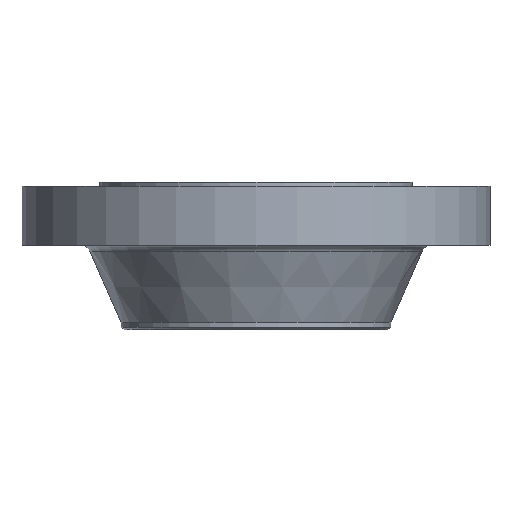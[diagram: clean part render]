
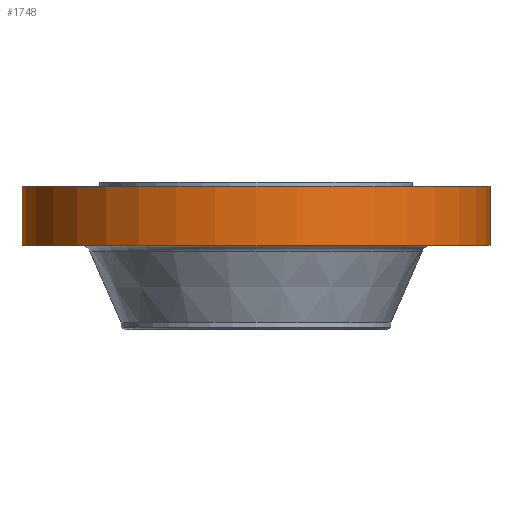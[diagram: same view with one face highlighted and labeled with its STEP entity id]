
A CAD part, front view. The second image highlights one B-rep face of the part: STEP entity #1748.
In plain terms, the highlighted cylindrical face has radius 352.425 mm (diameter 704.85 mm), a partial arc.
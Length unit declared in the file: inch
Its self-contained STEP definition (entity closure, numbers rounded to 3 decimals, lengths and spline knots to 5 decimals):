
#79 = FACE_OUTER_BOUND ( 'NONE', #975, .T. ) ;
#83 = ORIENTED_EDGE ( 'NONE', *, *, #969, .F. ) ;
#108 = ORIENTED_EDGE ( 'NONE', *, *, #1299, .F. ) ;
#125 = VERTEX_POINT ( 'NONE', #1927 ) ;
#311 = DIRECTION ( 'NONE',  ( 1., 0., 0. ) ) ;
#404 = DIRECTION ( 'NONE',  ( 1., 0., 0. ) ) ;
#474 = DIRECTION ( 'NONE',  ( 0., 0., 1. ) ) ;
#475 = VERTEX_POINT ( 'NONE', #1546 ) ;
#565 = CIRCLE ( 'NONE', #863, 13.875 ) ;
#728 = AXIS2_PLACEMENT_3D ( 'NONE', #1273, #1958, #848 ) ;
#830 = AXIS2_PLACEMENT_3D ( 'NONE', #1808, #1656, #404 ) ;
#839 = ORIENTED_EDGE ( 'NONE', *, *, #1147, .T. ) ;
#848 = DIRECTION ( 'NONE',  ( 1., 0., 0. ) ) ;
#863 = AXIS2_PLACEMENT_3D ( 'NONE', #1261, #474, #311 ) ;
#943 = LINE ( 'NONE', #971, #1807 ) ;
#969 = EDGE_CURVE ( 'NONE', #1109, #125, #943, .T. ) ;
#971 = CARTESIAN_POINT ( 'NONE',  ( -13.875, 0., 0. ) ) ;
#975 = EDGE_LOOP ( 'NONE', ( #83, #839, #1226, #108 ) ) ;
#1109 = VERTEX_POINT ( 'NONE', #1510 ) ;
#1147 = EDGE_CURVE ( 'NONE', #1109, #475, #565, .T. ) ;
#1155 = CYLINDRICAL_SURFACE ( 'NONE', #830, 13.875 ) ;
#1226 = ORIENTED_EDGE ( 'NONE', *, *, #1578, .T. ) ;
#1261 = CARTESIAN_POINT ( 'NONE',  ( 0., 0., -3.75 ) ) ;
#1273 = CARTESIAN_POINT ( 'NONE',  ( 0., 0., -0.25 ) ) ;
#1299 = EDGE_CURVE ( 'NONE', #125, #1910, #1600, .T. ) ;
#1413 = DIRECTION ( 'NONE',  ( 0., 0., 1. ) ) ;
#1510 = CARTESIAN_POINT ( 'NONE',  ( -13.875, 0., -3.75 ) ) ;
#1546 = CARTESIAN_POINT ( 'NONE',  ( 13.875, 0., -3.75 ) ) ;
#1578 = EDGE_CURVE ( 'NONE', #475, #1910, #1936, .T. ) ;
#1600 = CIRCLE ( 'NONE', #728, 13.875 ) ;
#1635 = DIRECTION ( 'NONE',  ( 0., 0., 1. ) ) ;
#1656 = DIRECTION ( 'NONE',  ( 0., 0., 1. ) ) ;
#1748 = ADVANCED_FACE ( 'NONE', ( #79 ), #1155, .T. ) ;
#1753 = CARTESIAN_POINT ( 'NONE',  ( 13.875, 0., 0. ) ) ;
#1807 = VECTOR ( 'NONE', #1413, 39.37008 ) ;
#1808 = CARTESIAN_POINT ( 'NONE',  ( 0., 0., 0. ) ) ;
#1910 = VERTEX_POINT ( 'NONE', #1945 ) ;
#1927 = CARTESIAN_POINT ( 'NONE',  ( -13.875, 0., -0.25 ) ) ;
#1936 = LINE ( 'NONE', #1753, #1950 ) ;
#1945 = CARTESIAN_POINT ( 'NONE',  ( 13.875, 0., -0.25 ) ) ;
#1950 = VECTOR ( 'NONE', #1635, 39.37008 ) ;
#1958 = DIRECTION ( 'NONE',  ( 0., 0., 1. ) ) ;
